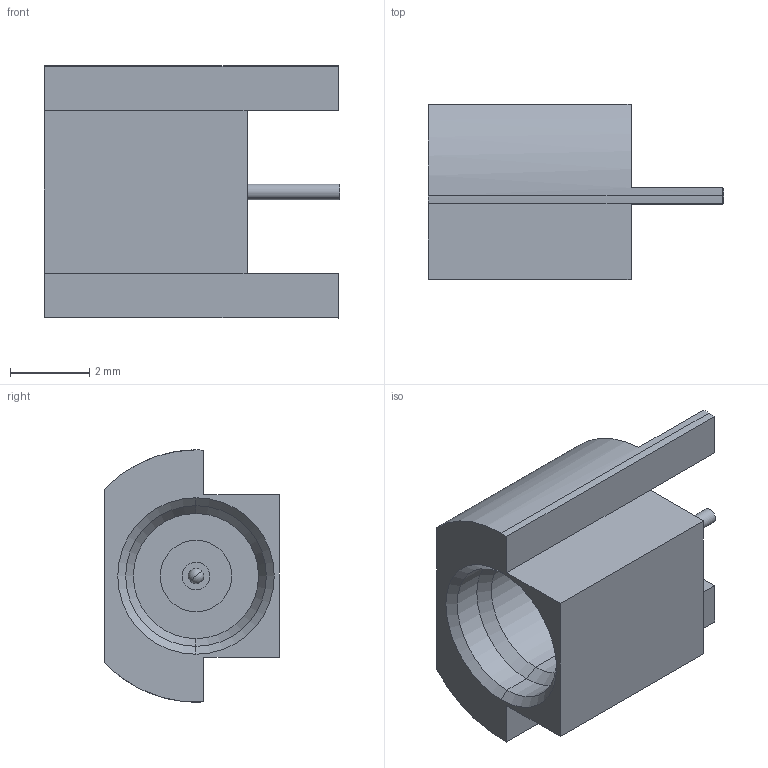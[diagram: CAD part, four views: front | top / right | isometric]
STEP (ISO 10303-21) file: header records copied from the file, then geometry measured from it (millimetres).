
FILE_DESCRIPTION (( 'STEP AP214' ), '1' );
FILE_NAME ('ÊÀÏÄ.434524.001 Âèëêà äëÿ ìîíòàæà â òîðåö ïëàòû -02.STEP', '2023-04-20T04:06:35', ( '' ), ( '' ), 'SwSTEP 2.0', 'SolidWorks 2018', '' );
FILE_SCHEMA (( 'AUTOMOTIVE_DESIGN' ));
Length unit declared in the file: millimetre
Products named in the file (2): ÊÀÏÄ.434524.001 Âèëêà äëÿ ìîíòàæà â òîðåö ïëàòû -02; Äåòàëü14^ÊÀÏÄ.434524.001 Âèëêà äëÿ ìîíòàæà â òîðåö ïëàòû
Assembly tree (1 placements, depth 2):
  ÊÀÏÄ.434524.001 Âèëêà äëÿ ìîíòàæà â òîðåö ïëàòû -02
    Äåòàëü14^ÊÀÏÄ.434524.001 Âèëêà äëÿ ìîíòàæà â òîðåö ïëàòû
Bounding box: 7.43 x 4.4 x 6.35 mm (x, y, z)
Volume: 89.9 mm3; surface area: 196.3 mm2
Topology: 1 solids, 1 shells, 116 faces, 284 edges, 175 vertices
Faces by surface type: plane 36, cylinder 32, cone 18, sphere 14, torus 8, bspline 8
Entity records: 3716 total; most frequent: CARTESIAN_POINT 965, DIRECTION 594, ORIENTED_EDGE 548, EDGE_CURVE 274, AXIS2_PLACEMENT_3D 240, VERTEX_POINT 171, CIRCLE 128, EDGE_LOOP 127
